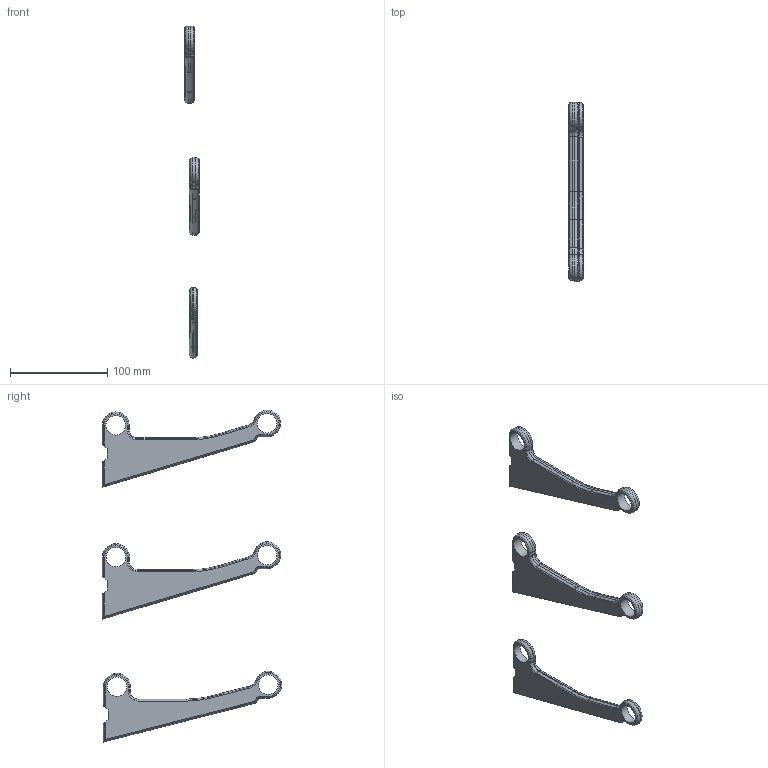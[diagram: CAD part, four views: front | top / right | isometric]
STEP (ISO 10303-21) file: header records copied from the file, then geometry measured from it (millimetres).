
FILE_DESCRIPTION(/* description */ (''),/* implementation_level */ '2;1');
FILE_NAME(/* name */ 'Bracket Filament Pipe Holder A5 lowes stone knape.step',/* time_stamp */ '2025-09-15T16:24:12-06:00',/* author */ (''),/* organization */ (''),/* preprocessor_version */ 'ST-DEVELOPER v20.1',/* originating_system */ 'Autodesk Translation Framework v14.17.0.0',/* authorisation */ '');
FILE_SCHEMA (('AUTOMOTIVE_DESIGN { 1 0 10303 214 3 1 1 }'));
Length unit declared in the file: millimetre
Products named in the file (4): Shelf System Spool Holders (A); Lowes Pipe Holder 6.75"; Stone Harbor Pipe Holder 7"; Knape Vogt Pipe Holder 7"
Assembly tree (3 placements, depth 2):
  Shelf System Spool Holders (A)
    Lowes Pipe Holder 6.75"
    Stone Harbor Pipe Holder 7"
    Knape Vogt Pipe Holder 7"
Bounding box: 15.19 x 184.76 x 342.15 mm (x, y, z)
Volume: 141186.3 mm3; surface area: 45421.1 mm2
Topology: 3 solids, 3 shells, 263 faces, 603 edges, 346 vertices
Faces by surface type: plane 98, cylinder 81, cone 42, torus 36, bspline 6
Full cylindrical faces by diameter (mm): 3.4 x6, 20.1 x6
Entity records: 7553 total; most frequent: CARTESIAN_POINT 1405, DIRECTION 1365, ORIENTED_EDGE 1206, EDGE_CURVE 603, AXIS2_PLACEMENT_3D 515, VERTEX_POINT 346, LINE 335, VECTOR 335
